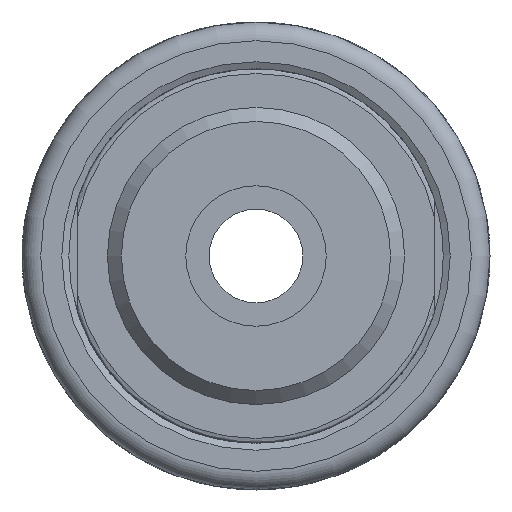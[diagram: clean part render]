
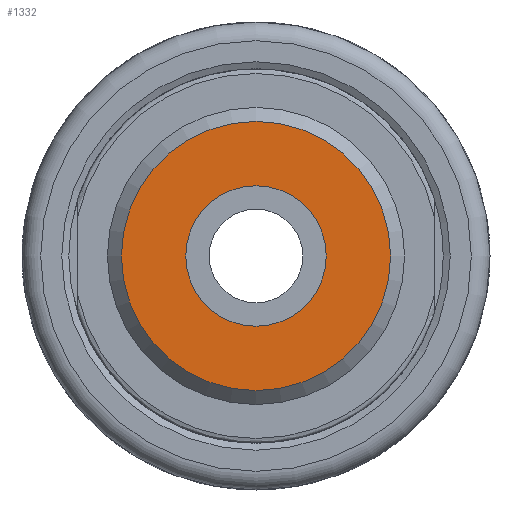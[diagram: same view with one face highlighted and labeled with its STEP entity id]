
A CAD part, left-side view. The second image highlights one B-rep face of the part: STEP entity #1332.
In plain terms, the highlighted planar face has unit normal (-1, 0, 0).
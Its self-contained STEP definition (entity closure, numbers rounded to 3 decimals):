
#49=FACE_BOUND('',#215,.T.);
#138=FACE_OUTER_BOUND('',#214,.T.);
#214=EDGE_LOOP('',(#993,#994));
#215=EDGE_LOOP('',(#995,#996));
#402=CIRCLE('',#1418,7.5);
#403=CIRCLE('',#1419,7.5);
#411=CIRCLE('',#1431,14.375);
#412=CIRCLE('',#1432,14.375);
#510=VERTEX_POINT('',#2075);
#511=VERTEX_POINT('',#2076);
#519=VERTEX_POINT('',#2101);
#520=VERTEX_POINT('',#2103);
#666=EDGE_CURVE('',#510,#511,#402,.T.);
#667=EDGE_CURVE('',#511,#510,#403,.T.);
#680=EDGE_CURVE('',#519,#520,#411,.T.);
#681=EDGE_CURVE('',#520,#519,#412,.T.);
#993=ORIENTED_EDGE('',*,*,#681,.F.);
#994=ORIENTED_EDGE('',*,*,#680,.F.);
#995=ORIENTED_EDGE('',*,*,#666,.T.);
#996=ORIENTED_EDGE('',*,*,#667,.T.);
#1284=PLANE('',#1473);
#1332=ADVANCED_FACE('',(#138,#49),#1284,.T.);
#1418=AXIS2_PLACEMENT_3D('',#2077,#1620,#1621);
#1419=AXIS2_PLACEMENT_3D('',#2078,#1622,#1623);
#1431=AXIS2_PLACEMENT_3D('',#2104,#1651,#1652);
#1432=AXIS2_PLACEMENT_3D('',#2105,#1653,#1654);
#1473=AXIS2_PLACEMENT_3D('',#2174,#1740,#1741);
#1620=DIRECTION('center_axis',(1.,0.,0.));
#1621=DIRECTION('ref_axis',(0.,0.,1.));
#1622=DIRECTION('center_axis',(1.,0.,0.));
#1623=DIRECTION('ref_axis',(0.,0.,1.));
#1651=DIRECTION('center_axis',(1.,0.,0.));
#1652=DIRECTION('ref_axis',(0.,0.,-1.));
#1653=DIRECTION('center_axis',(1.,0.,0.));
#1654=DIRECTION('ref_axis',(0.,0.,-1.));
#1740=DIRECTION('center_axis',(-1.,0.,0.));
#1741=DIRECTION('ref_axis',(0.,0.,1.));
#2075=CARTESIAN_POINT('',(-60.,0.,7.5));
#2076=CARTESIAN_POINT('',(-60.,0.,-7.5));
#2077=CARTESIAN_POINT('Origin',(-60.,0.,0.));
#2078=CARTESIAN_POINT('Origin',(-60.,0.,0.));
#2101=CARTESIAN_POINT('',(-60.,-14.375,0.));
#2103=CARTESIAN_POINT('',(-60.,14.375,0.));
#2104=CARTESIAN_POINT('Origin',(-60.,0.,0.));
#2105=CARTESIAN_POINT('Origin',(-60.,0.,0.));
#2174=CARTESIAN_POINT('Origin',(-60.,14.375,0.));
